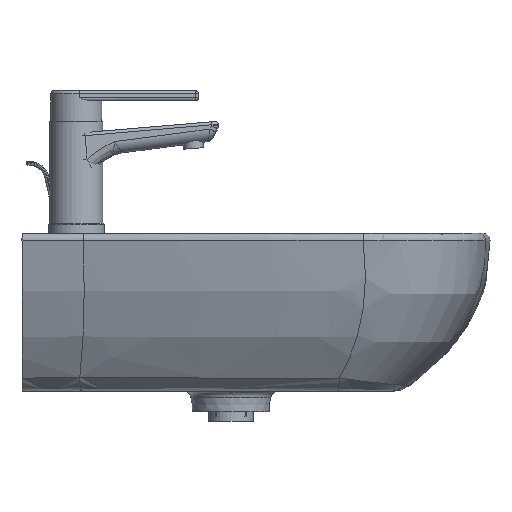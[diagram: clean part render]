
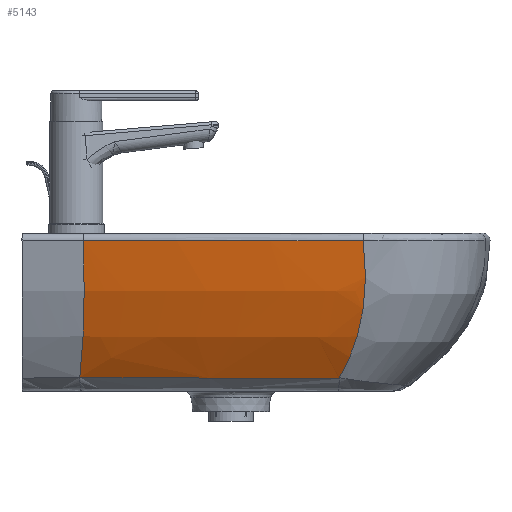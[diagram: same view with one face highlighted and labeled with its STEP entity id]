
A CAD part, left-side view. The second image highlights one B-rep face of the part: STEP entity #5143.
In plain terms, the highlighted free-form (B-spline) face has degree [3, 3] with [16, 4] control points.
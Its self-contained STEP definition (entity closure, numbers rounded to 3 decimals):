
#3735=CARTESIAN_POINT('',(-295.,-335.,0.0));
#3736=VERTEX_POINT('',#3735);
#3780=CARTESIAN_POINT('',(-295.,-60.001,0.0));
#3781=VERTEX_POINT('',#3780);
#3797=CARTESIAN_POINT('',(1593.115,-197.5,0.0));
#3798=DIRECTION('',(0.0,0.0,1.));
#3799=DIRECTION('',(-0.997,0.073,0.0));
#3800=AXIS2_PLACEMENT_3D('',#3797,#3798,#3799);
#3801=CIRCLE('',#3800,1893.115);
#3802=EDGE_CURVE('',#3781,#3736,#3801,.T.);
#4087=CARTESIAN_POINT('',(-246.992,-311.067,-135.725));
#4088=VERTEX_POINT('',#4087);
#4089=CARTESIAN_POINT('',(-249.161,-56.735,-134.228));
#4090=VERTEX_POINT('',#4089);
#4091=CARTESIAN_POINT('',(-246.992,-311.067,-135.725));
#4092=CARTESIAN_POINT('',(-248.874,-286.918,-135.592));
#4093=CARTESIAN_POINT('',(-250.982,-250.626,-135.392));
#4094=CARTESIAN_POINT('',(-252.356,-202.175,-135.111));
#4095=CARTESIAN_POINT('',(-252.666,-165.832,-134.896));
#4096=CARTESIAN_POINT('',(-252.256,-129.482,-134.683));
#4097=CARTESIAN_POINT('',(-251.316,-99.211,-134.516));
#4098=CARTESIAN_POINT('',(-250.351,-78.027,-134.393));
#4099=CARTESIAN_POINT('',(-249.791,-67.416,-134.318));
#4100=CARTESIAN_POINT('',(-249.444,-61.332,-134.269));
#4101=CARTESIAN_POINT('',(-249.259,-58.274,-134.241));
#4102=CARTESIAN_POINT('',(-249.161,-56.735,-134.228));
#4103=B_SPLINE_CURVE_WITH_KNOTS('',3,(#4091,#4092,#4093,#4094,#4095,#4096,#4097,#4098,#4099,#4100,#4101,#4102),.UNSPECIFIED.,.F.,.U.,(4,1,1,1,1,1,1,1,1,4),(-25.098,-17.927,-14.342,-10.756,-7.171,-3.585,-1.793,-0.896,-0.448,0.0),.UNSPECIFIED.);
#4104=EDGE_CURVE('',#4088,#4090,#4103,.T.);
#4115=CARTESIAN_POINT('',(-246.97,-311.348,-135.726));
#4116=VERTEX_POINT('',#4115);
#4132=CARTESIAN_POINT('',(-246.97,-311.348,-135.726));
#4133=CARTESIAN_POINT('',(-246.977,-311.254,-135.726));
#4134=CARTESIAN_POINT('',(-246.985,-311.16,-135.725));
#4135=CARTESIAN_POINT('',(-246.992,-311.067,-135.725));
#4136=B_SPLINE_CURVE_WITH_KNOTS('',3,(#4132,#4133,#4134,#4135),.UNSPECIFIED.,.F.,.U.,(4,4),(-25.126,-25.098),.UNSPECIFIED.);
#4137=EDGE_CURVE('',#4116,#4088,#4136,.T.);
#4362=CARTESIAN_POINT('',(-247.669,-311.638,-134.74));
#4363=VERTEX_POINT('',#4362);
#4398=CARTESIAN_POINT('',(-247.669,-311.638,-134.74));
#4399=CARTESIAN_POINT('',(-247.535,-311.525,-134.936));
#4400=CARTESIAN_POINT('',(-247.392,-311.442,-135.141));
#4401=CARTESIAN_POINT('',(-247.152,-311.365,-135.476));
#4402=CARTESIAN_POINT('',(-247.062,-311.35,-135.601));
#4403=CARTESIAN_POINT('',(-246.97,-311.348,-135.726));
#4404=B_SPLINE_CURVE_WITH_KNOTS('',3,(#4398,#4399,#4400,#4401,#4402,#4403),.UNSPECIFIED.,.F.,.U.,(4,2,4),(-1.43,-1.359,-1.318),.UNSPECIFIED.);
#4405=EDGE_CURVE('',#4363,#4116,#4404,.T.);
#5058=CARTESIAN_POINT('',(-294.978,-335.305,0.0));
#5059=CARTESIAN_POINT('',(-295.037,-334.487,0.0));
#5060=CARTESIAN_POINT('',(-295.156,-332.851,0.0));
#5061=CARTESIAN_POINT('',(-295.388,-329.579,0.0));
#5062=CARTESIAN_POINT('',(-295.784,-323.851,0.0));
#5063=CARTESIAN_POINT('',(-296.317,-315.667,0.0));
#5064=CARTESIAN_POINT('',(-296.906,-305.844,0.0));
#5065=CARTESIAN_POINT('',(-297.981,-286.19,0.0));
#5066=CARTESIAN_POINT('',(-299.211,-256.689,0.0));
#5067=CARTESIAN_POINT('',(-300.033,-217.33,0.0));
#5068=CARTESIAN_POINT('',(-300.036,-177.962,0.0));
#5069=CARTESIAN_POINT('',(-299.22,-138.602,0.0));
#5070=CARTESIAN_POINT('',(-297.859,-105.824,0.0));
#5071=CARTESIAN_POINT('',(-296.361,-79.622,0.0));
#5072=CARTESIAN_POINT('',(-295.476,-66.53,0.0));
#5073=CARTESIAN_POINT('',(-294.999,-59.986,0.0));
#5074=CARTESIAN_POINT('',(-289.672,-341.948,-51.851));
#5075=CARTESIAN_POINT('',(-289.733,-341.117,-51.851));
#5076=CARTESIAN_POINT('',(-289.853,-339.456,-51.851));
#5077=CARTESIAN_POINT('',(-290.088,-336.142,-51.851));
#5078=CARTESIAN_POINT('',(-290.487,-330.367,-51.851));
#5079=CARTESIAN_POINT('',(-291.021,-322.178,-51.851));
#5080=CARTESIAN_POINT('',(-291.604,-312.436,-51.851));
#5081=CARTESIAN_POINT('',(-292.662,-293.102,-51.851));
#5082=CARTESIAN_POINT('',(-293.857,-264.57,-51.851));
#5083=CARTESIAN_POINT('',(-294.692,-226.766,-51.851));
#5084=CARTESIAN_POINT('',(-294.773,-188.437,-51.851));
#5085=CARTESIAN_POINT('',(-294.032,-148.822,-51.851));
#5086=CARTESIAN_POINT('',(-292.625,-114.106,-51.851));
#5087=CARTESIAN_POINT('',(-290.952,-84.935,-51.851));
#5088=CARTESIAN_POINT('',(-289.922,-69.821,-51.851));
#5089=CARTESIAN_POINT('',(-289.356,-62.116,-51.851));
#5090=CARTESIAN_POINT('',(-273.668,-333.961,-97.095));
#5091=CARTESIAN_POINT('',(-273.727,-333.15,-97.095));
#5092=CARTESIAN_POINT('',(-273.846,-331.528,-97.095));
#5093=CARTESIAN_POINT('',(-274.077,-328.282,-97.095));
#5094=CARTESIAN_POINT('',(-274.472,-322.6,-97.095));
#5095=CARTESIAN_POINT('',(-275.005,-314.474,-97.095));
#5096=CARTESIAN_POINT('',(-275.594,-304.713,-97.095));
#5097=CARTESIAN_POINT('',(-276.67,-285.17,-97.095));
#5098=CARTESIAN_POINT('',(-277.902,-255.794,-97.095));
#5099=CARTESIAN_POINT('',(-278.726,-216.577,-97.095));
#5100=CARTESIAN_POINT('',(-278.726,-177.396,-97.095));
#5101=CARTESIAN_POINT('',(-277.91,-138.336,-97.095));
#5102=CARTESIAN_POINT('',(-276.56,-105.956,-97.095));
#5103=CARTESIAN_POINT('',(-275.084,-80.196,-97.095));
#5104=CARTESIAN_POINT('',(-274.215,-67.371,-97.095));
#5105=CARTESIAN_POINT('',(-273.748,-60.974,-97.095));
#5106=CARTESIAN_POINT('',(-246.966,-311.345,-135.731));
#5107=CARTESIAN_POINT('',(-247.022,-310.588,-135.731));
#5108=CARTESIAN_POINT('',(-247.134,-309.069,-135.731));
#5109=CARTESIAN_POINT('',(-247.355,-305.999,-135.731));
#5110=CARTESIAN_POINT('',(-247.738,-300.551,-135.731));
#5111=CARTESIAN_POINT('',(-248.27,-292.558,-135.731));
#5112=CARTESIAN_POINT('',(-248.874,-282.673,-135.731));
#5113=CARTESIAN_POINT('',(-250.005,-262.394,-135.731));
#5114=CARTESIAN_POINT('',(-251.349,-230.362,-135.731));
#5115=CARTESIAN_POINT('',(-252.133,-186.765,-135.731));
#5116=CARTESIAN_POINT('',(-251.893,-144.84,-135.731));
#5117=CARTESIAN_POINT('',(-250.854,-107.144,-135.731));
#5118=CARTESIAN_POINT('',(-249.662,-81.373,-135.731));
#5119=CARTESIAN_POINT('',(-248.754,-65.404,-135.731));
#5120=CARTESIAN_POINT('',(-248.353,-59.18,-135.731));
#5121=CARTESIAN_POINT('',(-248.173,-56.559,-135.731));
#5122=B_SPLINE_SURFACE_WITH_KNOTS('',3,3,((#5058,#5074,#5090,#5106),(#5059,#5075,#5091,#5107),(#5060,#5076,#5092,#5108),(#5061,#5077,#5093,#5109),(#5062,#5078,#5094,#5110),(#5063,#5079,#5095,#5111),(#5064,#5080,#5096,#5112),(#5065,#5081,#5097,#5113),(#5066,#5082,#5098,#5114),(#5067,#5083,#5099,#5115),(#5068,#5084,#5100,#5116),(#5069,#5085,#5101,#5117),(#5070,#5086,#5102,#5118),(#5071,#5087,#5103,#5119),(#5072,#5088,#5104,#5120),(#5073,#5089,#5105,#5121)),.UNSPECIFIED.,.F.,.F.,.U.,(4,1,1,1,1,1,1,1,1,1,1,1,1,4),(4,4),(-0.001,0.008,0.017,0.035,0.07,0.106,0.142,0.285,0.428,0.571,0.714,0.857,0.929,1.),(0.0,0.903),.UNSPECIFIED.);
#5123=ORIENTED_EDGE('',*,*,#4104,.F.);
#5124=ORIENTED_EDGE('',*,*,#4137,.F.);
#5125=ORIENTED_EDGE('',*,*,#4405,.F.);
#5126=CARTESIAN_POINT('',(-295.,-335.,0.0));
#5127=CARTESIAN_POINT('',(-289.74,-341.582,-51.408));
#5128=CARTESIAN_POINT('',(-273.963,-333.794,-96.322));
#5129=CARTESIAN_POINT('',(-247.669,-311.638,-134.74));
#5130=B_SPLINE_CURVE_WITH_KNOTS('',3,(#5126,#5127,#5128,#5129),.UNSPECIFIED.,.F.,.U.,(4,4),(0.0,0.895),.UNSPECIFIED.);
#5131=EDGE_CURVE('',#3736,#4363,#5130,.T.);
#5132=ORIENTED_EDGE('',*,*,#5131,.F.);
#5133=ORIENTED_EDGE('',*,*,#3802,.F.);
#5134=CARTESIAN_POINT('',(-295.,-60.001,0.0));
#5135=CARTESIAN_POINT('',(-289.431,-62.105,-51.18));
#5136=CARTESIAN_POINT('',(-274.151,-61.017,-95.922));
#5137=CARTESIAN_POINT('',(-249.161,-56.735,-134.228));
#5138=B_SPLINE_CURVE_WITH_KNOTS('',3,(#5134,#5135,#5136,#5137),.UNSPECIFIED.,.F.,.U.,(4,4),(0.0,0.891),.UNSPECIFIED.);
#5139=EDGE_CURVE('',#3781,#4090,#5138,.T.);
#5140=ORIENTED_EDGE('',*,*,#5139,.T.);
#5141=EDGE_LOOP('',(#5123,#5124,#5125,#5132,#5133,#5140));
#5142=FACE_OUTER_BOUND('',#5141,.T.);
#5143=ADVANCED_FACE('',(#5142),#5122,.T.);
